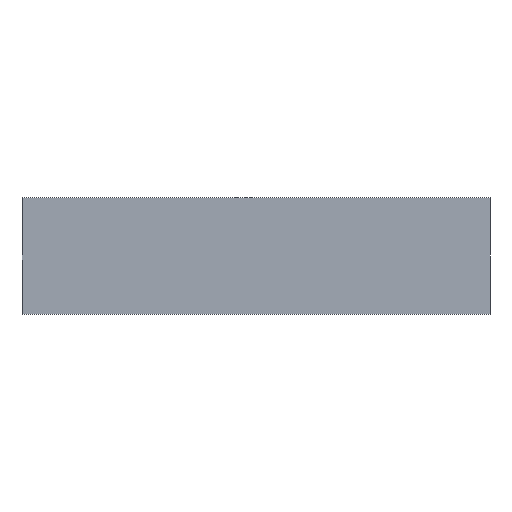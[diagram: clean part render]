
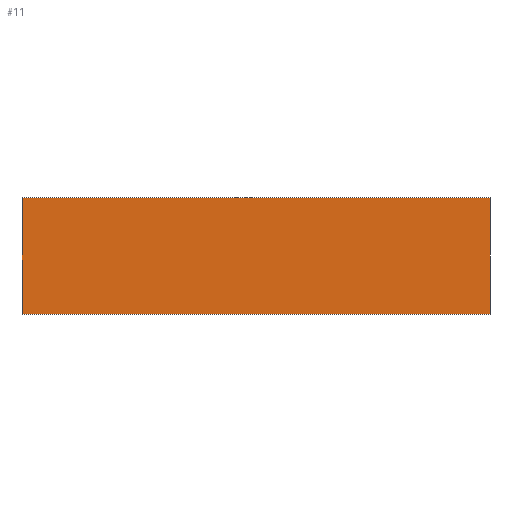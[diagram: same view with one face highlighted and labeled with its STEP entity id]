
A CAD part, top view. The second image highlights one B-rep face of the part: STEP entity #11.
In plain terms, the highlighted planar face has unit normal (0, 0, 1).
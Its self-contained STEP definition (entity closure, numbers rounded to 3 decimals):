
#5 = DIRECTION ( 'NONE',  ( -1., 0., 0. ) ) ;
#6 = ORIENTED_EDGE ( 'NONE', *, *, #83, .T. ) ;
#11 = ADVANCED_FACE ( 'NONE', ( #71 ), #18, .T. ) ;
#13 = CARTESIAN_POINT ( 'NONE',  ( -100., 25., 0. ) ) ;
#14 = CARTESIAN_POINT ( 'NONE',  ( 0., 0., 0. ) ) ;
#17 = EDGE_CURVE ( 'NONE', #118, #35, #59, .T. ) ;
#18 = PLANE ( 'NONE',  #64 ) ;
#26 = ORIENTED_EDGE ( 'NONE', *, *, #94, .T. ) ;
#35 = VERTEX_POINT ( 'NONE', #124 ) ;
#37 = ORIENTED_EDGE ( 'NONE', *, *, #17, .T. ) ;
#44 = LINE ( 'NONE', #80, #51 ) ;
#47 = LINE ( 'NONE', #78, #75 ) ;
#49 = VERTEX_POINT ( 'NONE', #99 ) ;
#51 = VECTOR ( 'NONE', #106, 1000. ) ;
#56 = CARTESIAN_POINT ( 'NONE',  ( 100., 25., 0. ) ) ;
#58 = CARTESIAN_POINT ( 'NONE',  ( 100., -25., 0. ) ) ;
#59 = LINE ( 'NONE', #56, #123 ) ;
#64 = AXIS2_PLACEMENT_3D ( 'NONE', #14, #108, #100 ) ;
#68 = DIRECTION ( 'NONE',  ( 0., -1., 0. ) ) ;
#71 = FACE_OUTER_BOUND ( 'NONE', #90, .T. ) ;
#74 = EDGE_CURVE ( 'NONE', #49, #126, #47, .T. ) ;
#75 = VECTOR ( 'NONE', #68, 1000. ) ;
#78 = CARTESIAN_POINT ( 'NONE',  ( -100., 25., 0. ) ) ;
#80 = CARTESIAN_POINT ( 'NONE',  ( -100., -25., 0. ) ) ;
#81 = ORIENTED_EDGE ( 'NONE', *, *, #74, .T. ) ;
#83 = EDGE_CURVE ( 'NONE', #35, #49, #96, .T. ) ;
#88 = DIRECTION ( 'NONE',  ( 0., 1., 0. ) ) ;
#90 = EDGE_LOOP ( 'NONE', ( #37, #6, #81, #26 ) ) ;
#94 = EDGE_CURVE ( 'NONE', #126, #118, #44, .T. ) ;
#96 = LINE ( 'NONE', #13, #109 ) ;
#99 = CARTESIAN_POINT ( 'NONE',  ( -100., 25., 0. ) ) ;
#100 = DIRECTION ( 'NONE',  ( 1., 0., 0. ) ) ;
#106 = DIRECTION ( 'NONE',  ( 1., 0., 0. ) ) ;
#108 = DIRECTION ( 'NONE',  ( 0., 0., 1. ) ) ;
#109 = VECTOR ( 'NONE', #5, 1000. ) ;
#115 = CARTESIAN_POINT ( 'NONE',  ( -100., -25., 0. ) ) ;
#118 = VERTEX_POINT ( 'NONE', #58 ) ;
#123 = VECTOR ( 'NONE', #88, 1000. ) ;
#124 = CARTESIAN_POINT ( 'NONE',  ( 100., 25., 0. ) ) ;
#126 = VERTEX_POINT ( 'NONE', #115 ) ;
